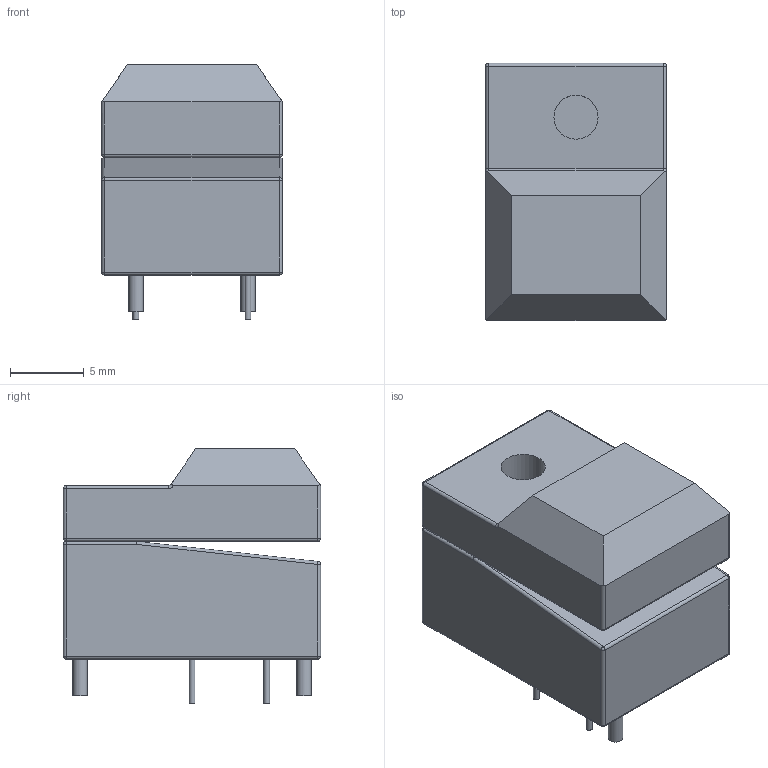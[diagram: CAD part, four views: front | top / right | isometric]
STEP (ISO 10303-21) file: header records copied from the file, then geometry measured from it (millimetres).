
FILE_DESCRIPTION((' '),'2;1');
FILE_NAME( 'SW-SERL-RD-AU-OA.stp', '2022-09-03T16:29:12', (' '), ('--- Datakit www.datakit.com---'), ' Datakit CrossCadWare V2022.3 Jun 15 2022', 'DATAKIT 2022 (c)', ' ');
FILE_SCHEMA(('AP242_MANAGED_MODEL_BASED_3D_ENGINEERING_MIM_LF { 1 0 10303 442 1 1 4 }'));
Length unit declared in the file: millimetre
Products named in the file (1): SW-SERL-RD-AU-OA
Bounding box: 12.3 x 17.5 x 17.3 mm (x, y, z)
Volume: 2642.7 mm3; surface area: 1618.1 mm2
Topology: 2 solids, 2 shells, 74 faces, 163 edges, 86 vertices
Faces by surface type: cylinder 33, plane 25, sphere 14, torus 2
Full cylindrical faces by diameter (mm): 0.4 x4, 1 x2, 3 x1
Entity records: 1990 total; most frequent: DIRECTION 362, CARTESIAN_POINT 333, ORIENTED_EDGE 272, AXIS2_PLACEMENT_3D 149, EDGE_CURVE 136, EDGE_LOOP 88, VERTEX_POINT 80, FACE_OUTER_BOUND 74
